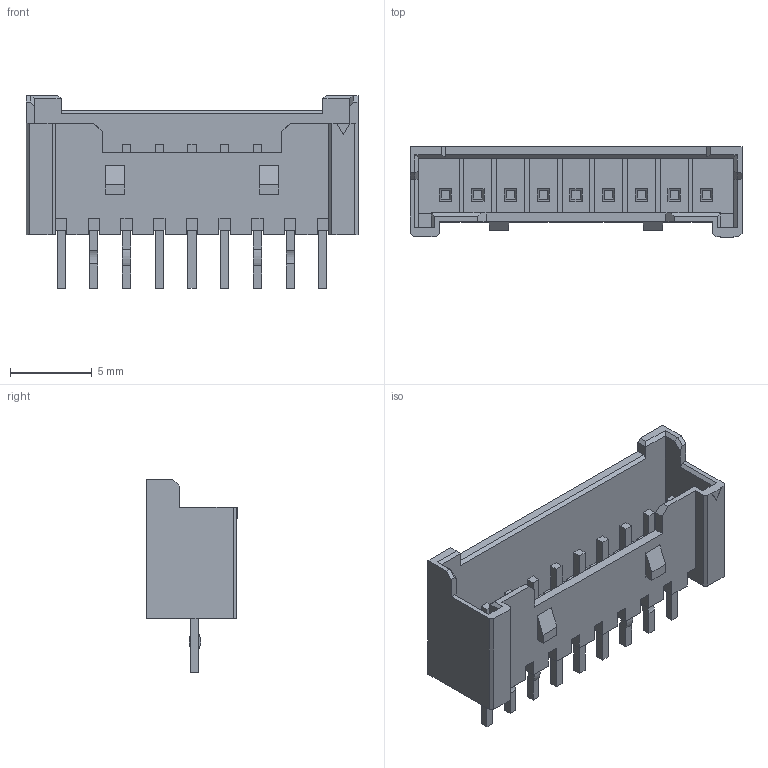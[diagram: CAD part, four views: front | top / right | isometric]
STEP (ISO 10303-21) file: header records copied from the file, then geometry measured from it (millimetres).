
FILE_DESCRIPTION(/* description */ (''),/* implementation_level */ '2;1');
FILE_NAME(/* name */ '35362-0950.step',/* time_stamp */ '2024-08-14T23:56:25-04:00',/* author */ (''),/* organization */ (''),/* preprocessor_version */ 'ST-DEVELOPER v20',/* originating_system */ 'Autodesk Translation Framework v12.20.1.177',/* authorisation */ '');
FILE_SCHEMA (('AUTOMOTIVE_DESIGN { 1 0 10303 214 3 1 1 }'));
Length unit declared in the file: millimetre
Products named in the file (1): (Unsaved)
Bounding box: 20.3 x 5.55 x 11.8 mm (x, y, z)
Volume: 310.2 mm3; surface area: 1008.6 mm2
Topology: 1 solids, 1 shells, 298 faces, 782 edges, 506 vertices
Faces by surface type: plane 290, cylinder 8
Entity records: 8967 total; most frequent: CARTESIAN_POINT 1587, ORIENTED_EDGE 1564, DIRECTION 1396, EDGE_CURVE 782, LINE 766, VECTOR 766, VERTEX_POINT 506, EDGE_LOOP 318
